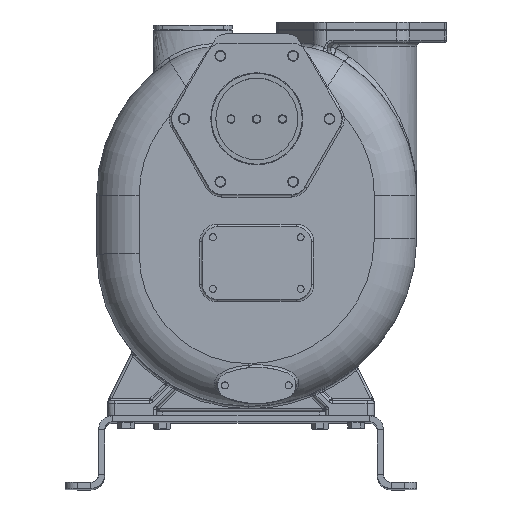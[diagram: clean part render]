
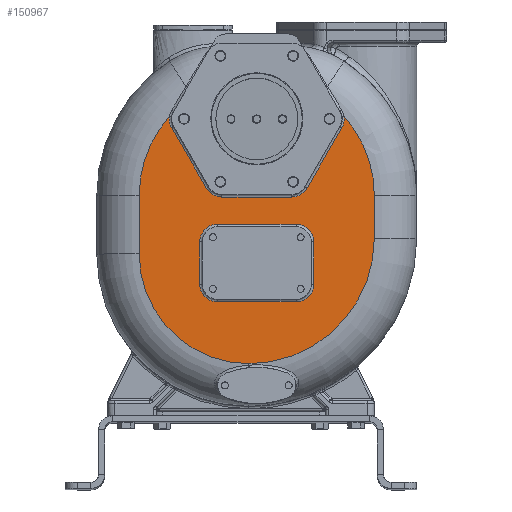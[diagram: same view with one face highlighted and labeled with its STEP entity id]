
A CAD part, top view. The second image highlights one B-rep face of the part: STEP entity #150967.
In plain terms, the highlighted planar face has unit normal (0, 0, 1).
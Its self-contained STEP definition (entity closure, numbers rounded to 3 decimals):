
#57136=DIRECTION('',(0.5,0.866,0.));
#57137=VECTOR('',#57136,115.47);
#57138=CARTESIAN_POINT('',(108.85,375.5,190.));
#57139=LINE('',#57138,#57137);
#57140=CARTESIAN_POINT('',(141.47,490.,190.));
#57141=DIRECTION('',(0.,0.,1.));
#57142=DIRECTION('',(0.866,-0.5,0.));
#57143=AXIS2_PLACEMENT_3D('',#57140,#57141,#57142);
#57145=CARTESIAN_POINT('',(26.,364.,190.));
#57146=DIRECTION('',(0.,0.,1.));
#57147=DIRECTION('',(1.,0.,0.));
#57148=AXIS2_PLACEMENT_3D('',#57145,#57146,#57147);
#57150=DIRECTION('',(0.,1.,0.));
#57151=VECTOR('',#57150,71.);
#57152=CARTESIAN_POINT('',(220.,293.,190.));
#57153=LINE('',#57152,#57151);
#57154=CARTESIAN_POINT('',(13.,293.,190.));
#57155=DIRECTION('',(0.,0.,1.));
#57156=DIRECTION('',(0.,-1.,0.));
#57157=AXIS2_PLACEMENT_3D('',#57154,#57155,#57156);
#57159=CARTESIAN_POINT('',(13.,267.,190.));
#57160=DIRECTION('',(0.,0.,1.));
#57161=DIRECTION('',(-1.,0.,0.));
#57162=AXIS2_PLACEMENT_3D('',#57159,#57160,#57161);
#57164=DIRECTION('',(0.,-1.,0.));
#57165=VECTOR('',#57164,97.);
#57166=CARTESIAN_POINT('',(-168.,364.,190.));
#57167=LINE('',#57166,#57165);
#57168=CARTESIAN_POINT('',(26.,364.,190.));
#57169=DIRECTION('',(0.,0.,1.));
#57170=DIRECTION('',(-0.743,0.669,0.));
#57171=AXIS2_PLACEMENT_3D('',#57168,#57169,#57170);
#57173=CARTESIAN_POINT('',(-89.47,490.,190.));
#57174=DIRECTION('',(0.,0.,1.));
#57175=DIRECTION('',(-0.992,0.129,0.));
#57176=AXIS2_PLACEMENT_3D('',#57173,#57174,#57175);
#57178=DIRECTION('',(0.5,-0.866,0.));
#57179=VECTOR('',#57178,115.47);
#57180=CARTESIAN_POINT('',(-114.585,475.5,190.));
#57181=LINE('',#57180,#57179);
#57182=CARTESIAN_POINT('',(-31.735,390.,190.));
#57183=DIRECTION('',(0.,0.,1.));
#57184=DIRECTION('',(-0.866,-0.5,0.));
#57185=AXIS2_PLACEMENT_3D('',#57182,#57183,#57184);
#57187=DIRECTION('',(1.,0.,0.));
#57188=VECTOR('',#57187,115.47);
#57189=CARTESIAN_POINT('',(-31.735,361.,190.));
#57190=LINE('',#57189,#57188);
#57191=CARTESIAN_POINT('',(83.735,390.,190.));
#57192=DIRECTION('',(0.,0.,1.));
#57193=DIRECTION('',(0.,-1.,0.));
#57194=AXIS2_PLACEMENT_3D('',#57191,#57192,#57193);
#57196=CARTESIAN_POINT('',(-39.,217.,190.));
#57197=DIRECTION('',(0.,0.,1.));
#57198=DIRECTION('',(-1.,0.,0.));
#57199=AXIS2_PLACEMENT_3D('',#57196,#57197,#57198);
#57201=DIRECTION('',(1.,0.,0.));
#57202=VECTOR('',#57201,130.);
#57203=CARTESIAN_POINT('',(-39.,188.,190.));
#57204=LINE('',#57203,#57202);
#57205=CARTESIAN_POINT('',(91.,217.,190.));
#57206=DIRECTION('',(0.,0.,1.));
#57207=DIRECTION('',(0.,-1.,0.));
#57208=AXIS2_PLACEMENT_3D('',#57205,#57206,#57207);
#57210=DIRECTION('',(0.,1.,0.));
#57211=VECTOR('',#57210,70.);
#57212=CARTESIAN_POINT('',(120.,217.,190.));
#57213=LINE('',#57212,#57211);
#57214=CARTESIAN_POINT('',(91.,287.,190.));
#57215=DIRECTION('',(0.,0.,1.));
#57216=DIRECTION('',(1.,0.,0.));
#57217=AXIS2_PLACEMENT_3D('',#57214,#57215,#57216);
#57219=DIRECTION('',(-1.,0.,0.));
#57220=VECTOR('',#57219,130.);
#57221=CARTESIAN_POINT('',(91.,316.,190.));
#57222=LINE('',#57221,#57220);
#57223=CARTESIAN_POINT('',(-39.,287.,190.));
#57224=DIRECTION('',(0.,0.,1.));
#57225=DIRECTION('',(0.,1.,0.));
#57226=AXIS2_PLACEMENT_3D('',#57223,#57224,#57225);
#57228=DIRECTION('',(0.,-1.,0.));
#57229=VECTOR('',#57228,70.);
#57230=CARTESIAN_POINT('',(-68.,287.,190.));
#57231=LINE('',#57230,#57229);
#57284=CARTESIAN_POINT('',(-118.227,493.748,190.));
#59620=CARTESIAN_POINT('',(170.227,493.748,190.));
#85519=CARTESIAN_POINT('',(220.,293.,190.));
#85520=CARTESIAN_POINT('',(220.,364.,190.));
#85521=VERTEX_POINT('',#85519);
#85522=VERTEX_POINT('',#85520);
#85523=CARTESIAN_POINT('',(13.,86.,190.));
#85524=VERTEX_POINT('',#85523);
#85527=CARTESIAN_POINT('',(-168.,267.,190.));
#85528=VERTEX_POINT('',#85527);
#85529=CARTESIAN_POINT('',(-168.,364.,190.));
#85530=VERTEX_POINT('',#85529);
#85539=CARTESIAN_POINT('',(-68.,217.,190.));
#85540=CARTESIAN_POINT('',(-39.,188.,190.));
#85541=VERTEX_POINT('',#85539);
#85542=VERTEX_POINT('',#85540);
#85547=CARTESIAN_POINT('',(91.,188.,190.));
#85548=VERTEX_POINT('',#85547);
#85551=CARTESIAN_POINT('',(120.,217.,190.));
#85552=VERTEX_POINT('',#85551);
#85555=CARTESIAN_POINT('',(120.,287.,190.));
#85556=VERTEX_POINT('',#85555);
#85559=CARTESIAN_POINT('',(91.,316.,190.));
#85560=VERTEX_POINT('',#85559);
#85563=CARTESIAN_POINT('',(-39.,316.,190.));
#85564=VERTEX_POINT('',#85563);
#85567=CARTESIAN_POINT('',(-68.,287.,190.));
#85568=VERTEX_POINT('',#85567);
#85885=VERTEX_POINT('',#59620);
#85887=CARTESIAN_POINT('',(108.85,375.5,190.));
#85888=CARTESIAN_POINT('',(166.585,475.5,190.));
#85889=VERTEX_POINT('',#85887);
#85890=VERTEX_POINT('',#85888);
#85895=CARTESIAN_POINT('',(83.735,361.,190.));
#85896=VERTEX_POINT('',#85895);
#85899=CARTESIAN_POINT('',(-31.735,361.,190.));
#85900=VERTEX_POINT('',#85899);
#85903=CARTESIAN_POINT('',(-56.85,375.5,190.));
#85904=VERTEX_POINT('',#85903);
#85907=CARTESIAN_POINT('',(-114.585,475.5,190.));
#85908=VERTEX_POINT('',#85907);
#85912=VERTEX_POINT('',#57284);
#150917=CARTESIAN_POINT('',(0.,280.,190.));
#150918=DIRECTION('',(0.,0.,1.));
#150919=DIRECTION('',(-1.,0.,0.));
#150920=AXIS2_PLACEMENT_3D('',#150917,#150918,#150919);
#150921=PLANE('',#150920);
#150923=ORIENTED_EDGE('',*,*,#150922,.T.);
#150925=ORIENTED_EDGE('',*,*,#150924,.T.);
#150927=ORIENTED_EDGE('',*,*,#150926,.F.);
#150928=ORIENTED_EDGE('',*,*,#150907,.F.);
#150930=ORIENTED_EDGE('',*,*,#150929,.F.);
#150932=ORIENTED_EDGE('',*,*,#150931,.F.);
#150934=ORIENTED_EDGE('',*,*,#150933,.F.);
#150936=ORIENTED_EDGE('',*,*,#150935,.F.);
#150938=ORIENTED_EDGE('',*,*,#150937,.T.);
#150940=ORIENTED_EDGE('',*,*,#150939,.T.);
#150942=ORIENTED_EDGE('',*,*,#150941,.T.);
#150944=ORIENTED_EDGE('',*,*,#150943,.T.);
#150946=ORIENTED_EDGE('',*,*,#150945,.T.);
#150947=EDGE_LOOP('',(#150923,#150925,#150927,#150928,#150930,#150932,#150934,
#150936,#150938,#150940,#150942,#150944,#150946));
#150948=FACE_OUTER_BOUND('',#150947,.F.);
#150950=ORIENTED_EDGE('',*,*,#150949,.T.);
#150952=ORIENTED_EDGE('',*,*,#150951,.T.);
#150954=ORIENTED_EDGE('',*,*,#150953,.T.);
#150956=ORIENTED_EDGE('',*,*,#150955,.T.);
#150958=ORIENTED_EDGE('',*,*,#150957,.T.);
#150960=ORIENTED_EDGE('',*,*,#150959,.T.);
#150962=ORIENTED_EDGE('',*,*,#150961,.T.);
#150964=ORIENTED_EDGE('',*,*,#150963,.T.);
#150965=EDGE_LOOP('',(#150950,#150952,#150954,#150956,#150958,#150960,#150962,
#150964));
#150966=FACE_BOUND('',#150965,.F.);
#150967=ADVANCED_FACE('',(#150948,#150966),#150921,.T.);
#57144=CIRCLE('',#57143,29.);
#57149=CIRCLE('',#57148,194.);
#57158=CIRCLE('',#57157,207.);
#57163=CIRCLE('',#57162,181.);
#57172=CIRCLE('',#57171,194.);
#57177=CIRCLE('',#57176,29.);
#57186=CIRCLE('',#57185,29.);
#57195=CIRCLE('',#57194,29.);
#57200=CIRCLE('',#57199,29.);
#57209=CIRCLE('',#57208,29.);
#57218=CIRCLE('',#57217,29.);
#57227=CIRCLE('',#57226,29.);
#150907=EDGE_CURVE('',#85521,#85522,#57153,.T.);
#150922=EDGE_CURVE('',#85889,#85890,#57139,.T.);
#150924=EDGE_CURVE('',#85890,#85885,#57144,.T.);
#150926=EDGE_CURVE('',#85522,#85885,#57149,.T.);
#150929=EDGE_CURVE('',#85524,#85521,#57158,.T.);
#150931=EDGE_CURVE('',#85528,#85524,#57163,.T.);
#150933=EDGE_CURVE('',#85530,#85528,#57167,.T.);
#150935=EDGE_CURVE('',#85912,#85530,#57172,.T.);
#150937=EDGE_CURVE('',#85912,#85908,#57177,.T.);
#150939=EDGE_CURVE('',#85908,#85904,#57181,.T.);
#150941=EDGE_CURVE('',#85904,#85900,#57186,.T.);
#150943=EDGE_CURVE('',#85900,#85896,#57190,.T.);
#150945=EDGE_CURVE('',#85896,#85889,#57195,.T.);
#150949=EDGE_CURVE('',#85541,#85542,#57200,.T.);
#150951=EDGE_CURVE('',#85542,#85548,#57204,.T.);
#150953=EDGE_CURVE('',#85548,#85552,#57209,.T.);
#150955=EDGE_CURVE('',#85552,#85556,#57213,.T.);
#150957=EDGE_CURVE('',#85556,#85560,#57218,.T.);
#150959=EDGE_CURVE('',#85560,#85564,#57222,.T.);
#150961=EDGE_CURVE('',#85564,#85568,#57227,.T.);
#150963=EDGE_CURVE('',#85568,#85541,#57231,.T.);
